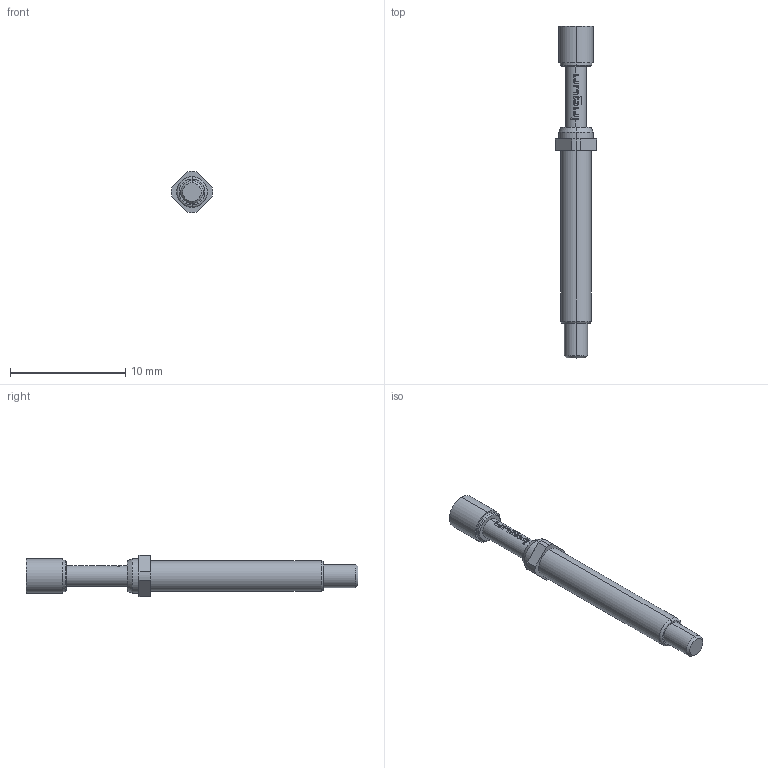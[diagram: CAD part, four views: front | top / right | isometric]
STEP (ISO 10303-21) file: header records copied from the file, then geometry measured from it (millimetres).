
FILE_DESCRIPTION (( 'STEP AP203' ), '1' );
FILE_NAME ('INGUN_HSS-120_353_300_S_xx02_M.STEP', '2021-01-18T10:55:07', ( '' ), ( '' ), 'SwSTEP 2.0', 'SolidWorks 2018', '' );
FILE_SCHEMA (( 'CONFIG_CONTROL_DESIGN' ));
Length unit declared in the file: millimetre
Products named in the file (1): INGUN_HSS-120_353_300_S_xx02_M
Bounding box: 3.59 x 28.8 x 3.6 mm (x, y, z)
Volume: 141.3 mm3; surface area: 253.4 mm2
Topology: 1 solids, 1 shells, 115 faces, 308 edges, 202 vertices
Faces by surface type: bspline 62, cylinder 29, plane 12, cone 10, torus 2
Entity records: 4968 total; most frequent: CARTESIAN_POINT 2555, ORIENTED_EDGE 616, EDGE_CURVE 308, DIRECTION 266, B_SPLINE_CURVE_WITH_KNOTS 204, VERTEX_POINT 202, EDGE_LOOP 122, ADVANCED_FACE 115
